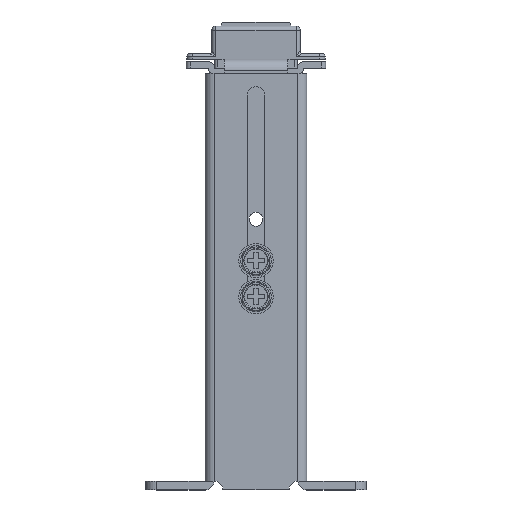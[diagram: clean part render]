
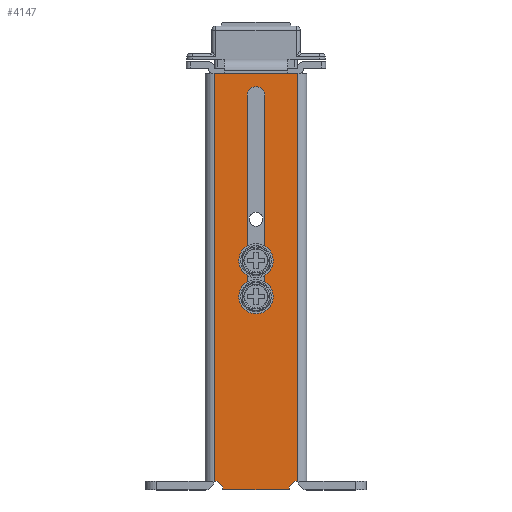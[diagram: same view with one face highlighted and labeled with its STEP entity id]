
A CAD part, top view. The second image highlights one B-rep face of the part: STEP entity #4147.
In plain terms, the highlighted planar face has unit normal (0, 0, 1).
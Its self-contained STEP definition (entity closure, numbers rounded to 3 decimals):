
#39 = CIRCLE ( 'NONE', #41, 3.2 ) ;
#40 = CIRCLE ( 'NONE', #52, 3.1 ) ;
#41 = AXIS2_PLACEMENT_3D ( 'NONE', #8163, #8164, #8165 ) ;
#45 = VECTOR ( 'NONE', #8173, 1000. ) ;
#47 = VECTOR ( 'NONE', #8175, 1000. ) ;
#52 = AXIS2_PLACEMENT_3D ( 'NONE', #4170, #4171, #4172 ) ;
#53 = CIRCLE ( 'NONE', #59, 3.2 ) ;
#54 = VECTOR ( 'NONE', #4174, 1000. ) ;
#58 = VECTOR ( 'NONE', #4182, 1000. ) ;
#59 = AXIS2_PLACEMENT_3D ( 'NONE', #4183, #4184, #4185 ) ;
#60 = CIRCLE ( 'NONE', #61, 3.1 ) ;
#61 = AXIS2_PLACEMENT_3D ( 'NONE', #4186, #4187, #4188 ) ;
#648 = EDGE_LOOP ( 'NONE', ( #5275, #5274, #5272, #5276 ) ) ;
#649 = EDGE_LOOP ( 'NONE', ( #5266, #5268, #5267, #5269, #5263, #5270 ) ) ;
#1005 = CARTESIAN_POINT ( 'NONE',  ( 3.1, 70., 15. ) ) ;
#1078 = CARTESIAN_POINT ( 'NONE',  ( -12., 0., 15. ) ) ;
#1257 = VERTEX_POINT ( 'NONE', #6156 ) ;
#1269 = VERTEX_POINT ( 'NONE', #6018 ) ;
#1271 = VERTEX_POINT ( 'NONE', #6030 ) ;
#1305 = VERTEX_POINT ( 'NONE', #6174 ) ;
#1415 = VERTEX_POINT ( 'NONE', #1078 ) ;
#1516 = VERTEX_POINT ( 'NONE', #1005 ) ;
#1990 = EDGE_CURVE ( 'NONE', #1305, #1269, #2060, .T. ) ;
#2060 = LINE ( 'NONE', #4916, #5711 ) ;
#2302 = FACE_BOUND ( 'NONE', #648, .T. ) ;
#2303 = FACE_OUTER_BOUND ( 'NONE', #649, .T. ) ;
#2343 = LINE ( 'NONE', #7106, #6437 ) ;
#2550 = LINE ( 'NONE', #8172, #45 ) ;
#2551 = LINE ( 'NONE', #8174, #47 ) ;
#2554 = LINE ( 'NONE', #4173, #54 ) ;
#2558 = LINE ( 'NONE', #4181, #58 ) ;
#4147 = ADVANCED_FACE ( 'NONE', ( #2302, #2303 ), #6918, .F. ) ;
#4170 = CARTESIAN_POINT ( 'NONE',  ( 0., 143., 15. ) ) ;
#4171 = DIRECTION ( 'NONE',  ( 0., 0., 1. ) ) ;
#4172 = DIRECTION ( 'NONE',  ( 1., 0., 0. ) ) ;
#4173 = CARTESIAN_POINT ( 'NONE',  ( 3.1, 143., 15. ) ) ;
#4174 = DIRECTION ( 'NONE',  ( 0., 1., 0. ) ) ;
#4181 = CARTESIAN_POINT ( 'NONE',  ( 15.2, 151., 15. ) ) ;
#4182 = DIRECTION ( 'NONE',  ( 0., 1., 0. ) ) ;
#4183 = CARTESIAN_POINT ( 'NONE',  ( 15.2, 0., 15. ) ) ;
#4184 = DIRECTION ( 'NONE',  ( 0., 0., 1. ) ) ;
#4185 = DIRECTION ( 'NONE',  ( 1., 0., 0. ) ) ;
#4186 = CARTESIAN_POINT ( 'NONE',  ( 0., 70., 15. ) ) ;
#4187 = DIRECTION ( 'NONE',  ( 0., 0., 1. ) ) ;
#4188 = DIRECTION ( 'NONE',  ( 1., 0., 0. ) ) ;
#4914 = DIRECTION ( 'NONE',  ( -1., 0., 0. ) ) ;
#4916 = CARTESIAN_POINT ( 'NONE',  ( 18.4, 151., 15. ) ) ;
#5263 = ORIENTED_EDGE ( 'NONE', *, *, #8500, .F. ) ;
#5266 = ORIENTED_EDGE ( 'NONE', *, *, #8515, .F. ) ;
#5267 = ORIENTED_EDGE ( 'NONE', *, *, #1990, .T. ) ;
#5268 = ORIENTED_EDGE ( 'NONE', *, *, #8514, .T. ) ;
#5269 = ORIENTED_EDGE ( 'NONE', *, *, #8504, .T. ) ;
#5270 = ORIENTED_EDGE ( 'NONE', *, *, #5584, .F. ) ;
#5272 = ORIENTED_EDGE ( 'NONE', *, *, #8510, .F. ) ;
#5274 = ORIENTED_EDGE ( 'NONE', *, *, #8509, .F. ) ;
#5275 = ORIENTED_EDGE ( 'NONE', *, *, #8505, .F. ) ;
#5276 = ORIENTED_EDGE ( 'NONE', *, *, #8516, .F. ) ;
#5553 = VERTEX_POINT ( 'NONE', #7070 ) ;
#5572 = VERTEX_POINT ( 'NONE', #7089 ) ;
#5574 = VERTEX_POINT ( 'NONE', #7091 ) ;
#5575 = VERTEX_POINT ( 'NONE', #7092 ) ;
#5584 = EDGE_CURVE ( 'NONE', #1257, #1415, #2343, .T. ) ;
#5711 = VECTOR ( 'NONE', #4914, 1000. ) ;
#6018 = CARTESIAN_POINT ( 'NONE',  ( -15.2, 151., 15. ) ) ;
#6030 = CARTESIAN_POINT ( 'NONE',  ( -15.2, 3.2, 15. ) ) ;
#6156 = CARTESIAN_POINT ( 'NONE',  ( 12., 0., 15. ) ) ;
#6174 = CARTESIAN_POINT ( 'NONE',  ( 15.2, 151., 15. ) ) ;
#6410 = AXIS2_PLACEMENT_3D ( 'NONE', #6919, #6920, #6921 ) ;
#6437 = VECTOR ( 'NONE', #7107, 1000. ) ;
#6918 = PLANE ( 'NONE',  #6410 ) ;
#6919 = CARTESIAN_POINT ( 'NONE',  ( 18.4, 151., 15. ) ) ;
#6920 = DIRECTION ( 'NONE',  ( 0., 0., -1. ) ) ;
#6921 = DIRECTION ( 'NONE',  ( 0., 1., 0. ) ) ;
#7070 = CARTESIAN_POINT ( 'NONE',  ( -3.1, 70., 15. ) ) ;
#7089 = CARTESIAN_POINT ( 'NONE',  ( -3.1, 143., 15. ) ) ;
#7091 = CARTESIAN_POINT ( 'NONE',  ( 3.1, 143., 15. ) ) ;
#7092 = CARTESIAN_POINT ( 'NONE',  ( 15.2, 3.2, 15. ) ) ;
#7106 = CARTESIAN_POINT ( 'NONE',  ( 18.4, 0., 15. ) ) ;
#7107 = DIRECTION ( 'NONE',  ( -1., 0., 0. ) ) ;
#8163 = CARTESIAN_POINT ( 'NONE',  ( -15.2, 0., 15. ) ) ;
#8164 = DIRECTION ( 'NONE',  ( 0., 0., 1. ) ) ;
#8165 = DIRECTION ( 'NONE',  ( -1., 0., 0. ) ) ;
#8172 = CARTESIAN_POINT ( 'NONE',  ( -15.2, 3.2, 15. ) ) ;
#8173 = DIRECTION ( 'NONE',  ( 0., -1., 0. ) ) ;
#8174 = CARTESIAN_POINT ( 'NONE',  ( -3.1, 143., 15. ) ) ;
#8175 = DIRECTION ( 'NONE',  ( 0., -1., 0. ) ) ;
#8500 = EDGE_CURVE ( 'NONE', #1415, #1271, #39, .T. ) ;
#8504 = EDGE_CURVE ( 'NONE', #1269, #1271, #2550, .T. ) ;
#8505 = EDGE_CURVE ( 'NONE', #5572, #5553, #2551, .T. ) ;
#8509 = EDGE_CURVE ( 'NONE', #5574, #5572, #40, .T. ) ;
#8510 = EDGE_CURVE ( 'NONE', #1516, #5574, #2554, .T. ) ;
#8514 = EDGE_CURVE ( 'NONE', #5575, #1305, #2558, .T. ) ;
#8515 = EDGE_CURVE ( 'NONE', #5575, #1257, #53, .T. ) ;
#8516 = EDGE_CURVE ( 'NONE', #5553, #1516, #60, .T. ) ;
